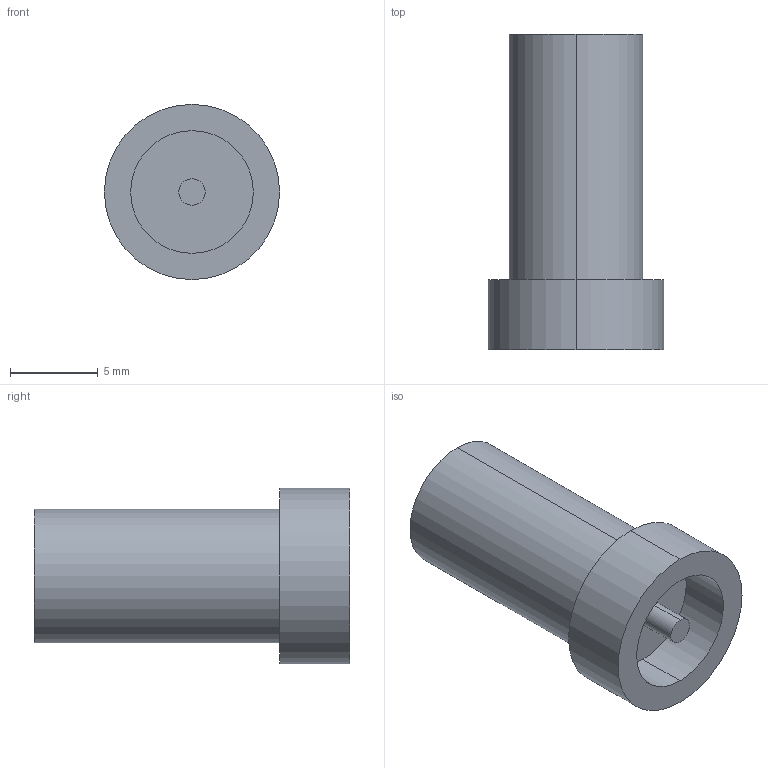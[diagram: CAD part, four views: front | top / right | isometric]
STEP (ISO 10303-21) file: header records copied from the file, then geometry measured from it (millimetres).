
FILE_DESCRIPTION (( 'STEP AP203' ), '1' );
FILE_NAME ('³äµç¿Ú.STEP', '2025-11-04T00:56:25', ( '' ), ( '' ), 'SwSTEP 2.0', 'SolidWorks 2025', '' );
FILE_SCHEMA (( 'CONFIG_CONTROL_DESIGN' ));
Length unit declared in the file: millimetre
Products named in the file (1): 充电口
Bounding box: 10 x 18 x 10 mm (x, y, z)
Volume: 839.1 mm3; surface area: 697.1 mm2
Topology: 1 solids, 1 shells, 13 faces, 24 edges, 16 vertices
Faces by surface type: cylinder 8, plane 5
Entity records: 411 total; most frequent: DIRECTION 68, CARTESIAN_POINT 54, ORIENTED_EDGE 48, AXIS2_PLACEMENT_3D 30, EDGE_CURVE 24, CIRCLE 16, EDGE_LOOP 16, VERTEX_POINT 16
